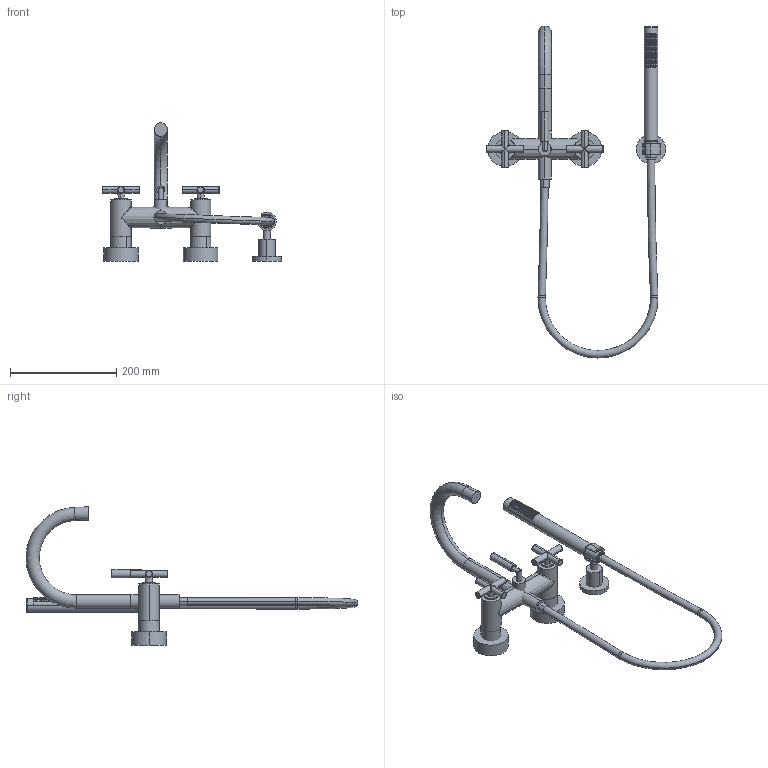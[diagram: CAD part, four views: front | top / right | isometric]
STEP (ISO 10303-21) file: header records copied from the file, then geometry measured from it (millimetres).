
FILE_DESCRIPTION (( 'STEP AP203' ), '1' );
FILE_NAME ('25133892-00.STEP', '2018-07-03T14:24:17', ( '' ), ( '' ), 'SwSTEP 2.0', 'SolidWorks 2017', '' );
FILE_SCHEMA (( 'CONFIG_CONTROL_DESIGN' ));
Length unit declared in the file: millimetre
Products named in the file (22): Planungsmodell_Einsatz-+-04.12.11.140.10_02_K1; Planungsmodell_Auslauf-+-04.28.22.062.00.94-01_ _K17_25x102,5,R82,5<88x25,3; Planungsmodell_Einsatz-+-04.12.11.140.10_03_K1; Planungsmodell_Rohr_gerade-+-28.568.780-10_ _K38_25x20; Planungsmodell_Handbrause-+-04.12.11.140.10_01_K1; Planungsmodell_Griff-+-09.20.89.005-01_ _K2; Planungsmodell_Rohr_gerade-+-28.568.780-10_ _K109_20,9x1,75; Planungsmodell_Rohr_gerade-+-28.568.780-10_ _K105_25x60; Planungsmodell_Konus-+-09.30.02.005-03_-; Planungsmodell_Schlauch-+-09.30.02.072-01_ _K6_Schlauch; Planungsmodell_Brausehalter-+-04.28.10.029.01.94-01_-_K1; Planungsmodell_Koerper-+-04.17.10.018.00.94-01_ _K1; Planungsmodell_Rohr_gerade-+-28.568.780-10_ _K108_16x3,2; Planungsmodell_Rohr_gerade-+-28.568.780-10_ _K112_16,3x15,4; Planungsmodell_Rohr-+-10.060.780-02_ _K14_D55x9,5_D30,3x32,5; Planungsmodell_Rohr_gerade-+-28.568.780-10_ _K99_24,5x2,75; Planungsmodell_Griff-+-09.20.89.003-01_ _K2; Planungsmodell_Huelse-+-28.050.780-01_ _K1; Planungsmodell_Rohr_gerade-+-28.568.780-10_ _K101_38x25; 25133892-00; Planungsmodell_Koerper-+-04.12.11.140.10_04_K1; Planungsmodell_Rosette_rund-+-36.104.820-01_ _K19_65x25
Assembly tree (25 placements, depth 4):
  25133892-00
    Planungsmodell_Koerper-+-04.17.10.018.00.94-01_ _K1
    Planungsmodell_Rohr_gerade-+-28.568.780-10_ _K99_24,5x2,75  x2
    Planungsmodell_Rohr_gerade-+-28.568.780-10_ _K101_38x25  x2
    Planungsmodell_Rosette_rund-+-36.104.820-01_ _K19_65x25  x2
    Planungsmodell_Auslauf-+-04.28.22.062.00.94-01_ _K17_25x102,5,R82,5<88x25,3
    Planungsmodell_Rohr_gerade-+-28.568.780-10_ _K38_25x20
    Planungsmodell_Griff-+-09.20.89.005-01_ _K2
    Planungsmodell_Rohr_gerade-+-28.568.780-10_ _K105_25x60
    Planungsmodell_Brausehalter-+-04.28.10.029.01.94-01_-_K1
    Planungsmodell_Rohr-+-10.060.780-02_ _K14_D55x9,5_D30,3x32,5
    Planungsmodell_Huelse-+-28.050.780-01_ _K1
    Planungsmodell_Handbrause-+-04.12.11.140.10_01_K1
      Planungsmodell_Koerper-+-04.12.11.140.10_04_K1
      Planungsmodell_Einsatz-+-04.12.11.140.10_03_K1
        Planungsmodell_Einsatz-+-04.12.11.140.10_02_K1
    Planungsmodell_Rohr_gerade-+-28.568.780-10_ _K109_20,9x1,75
    Planungsmodell_Schlauch-+-09.30.02.072-01_ _K6_Schlauch
    Planungsmodell_Rohr_gerade-+-28.568.780-10_ _K112_16,3x15,4
    Planungsmodell_Konus-+-09.30.02.005-03_-
    Planungsmodell_Rohr_gerade-+-28.568.780-10_ _K108_16x3,2
    Planungsmodell_Griff-+-09.20.89.003-01_ _K2  x2
Bounding box: 337.5 x 625.14 x 260.53 mm (x, y, z)
Volume: 1153725.3 mm3; surface area: 216476.4 mm2
Topology: 23 solids, 23 shells, 560 faces, 1135 edges, 678 vertices
Faces by surface type: cylinder 215, torus 164, plane 136, bspline 22, cone 15, sphere 8
Entity records: 21305 total; most frequent: CARTESIAN_POINT 8110, DIRECTION 2477, ORIENTED_EDGE 2058, AXIS2_PLACEMENT_3D 1122, EDGE_CURVE 1029, VERTEX_POINT 625, CIRCLE 595, EDGE_LOOP 580
